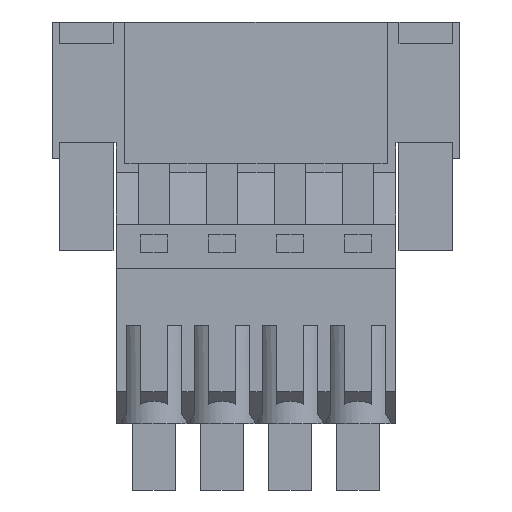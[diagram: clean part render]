
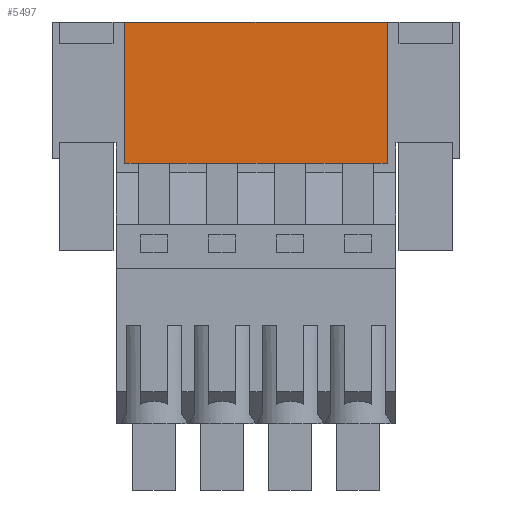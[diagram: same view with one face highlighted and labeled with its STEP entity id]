
A CAD part, front view. The second image highlights one B-rep face of the part: STEP entity #5497.
In plain terms, the highlighted planar face has unit normal (0, -1, 0).
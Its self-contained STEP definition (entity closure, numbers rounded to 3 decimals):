
#5489=AXIS2_PLACEMENT_3D('Plane Axis2P3D',#5486,#5487,#5488) ;
#1504=CARTESIAN_POINT('Vertex',(37.578,3.05,52.451)) ;
#1657=CARTESIAN_POINT('Vertex',(8.141,3.05,52.451)) ;
#1660=CARTESIAN_POINT('Line Origine',(22.86,3.05,52.451)) ;
#2909=CARTESIAN_POINT('Line Origine',(37.578,3.05,44.526)) ;
#2913=CARTESIAN_POINT('Vertex',(37.578,3.05,36.601)) ;
#2934=CARTESIAN_POINT('Line Origine',(22.86,3.05,36.601)) ;
#2938=CARTESIAN_POINT('Vertex',(8.141,3.05,36.601)) ;
#5473=CARTESIAN_POINT('Line Origine',(8.141,3.05,44.526)) ;
#5486=CARTESIAN_POINT('Axis2P3D Location',(8.141,3.05,52.451)) ;
#1661=DIRECTION('Vector Direction',(1.,0.,0.)) ;
#2910=DIRECTION('Vector Direction',(0.,0.,-1.)) ;
#2935=DIRECTION('Vector Direction',(1.,0.,0.)) ;
#5474=DIRECTION('Vector Direction',(0.,0.,-1.)) ;
#5487=DIRECTION('Axis2P3D Direction',(0.,1.,0.)) ;
#5488=DIRECTION('Axis2P3D XDirection',(1.,0.,0.)) ;
#1662=VECTOR('Line Direction',#1661,1.) ;
#2911=VECTOR('Line Direction',#2910,1.) ;
#2936=VECTOR('Line Direction',#2935,1.) ;
#5475=VECTOR('Line Direction',#5474,1.) ;
#5492=ORIENTED_EDGE('',*,*,#1664,.T.) ;
#5493=ORIENTED_EDGE('',*,*,#5477,.T.) ;
#5494=ORIENTED_EDGE('',*,*,#2940,.T.) ;
#5495=ORIENTED_EDGE('',*,*,#2915,.F.) ;
#5497=ADVANCED_FACE('HOUSING',(#5496),#5490,.F.) ;
#1664=EDGE_CURVE('',#1505,#1658,#1663,.F.) ;
#2915=EDGE_CURVE('',#1505,#2914,#2912,.T.) ;
#2940=EDGE_CURVE('',#2939,#2914,#2937,.T.) ;
#5477=EDGE_CURVE('',#1658,#2939,#5476,.T.) ;
#5491=EDGE_LOOP('',(#5492,#5493,#5494,#5495)) ;
#5496=FACE_OUTER_BOUND('',#5491,.T.) ;
#1663=LINE('Line',#1660,#1662) ;
#2912=LINE('Line',#2909,#2911) ;
#2937=LINE('Line',#2934,#2936) ;
#5476=LINE('Line',#5473,#5475) ;
#5490=PLANE('',#5489) ;
#1505=VERTEX_POINT('',#1504) ;
#1658=VERTEX_POINT('',#1657) ;
#2914=VERTEX_POINT('',#2913) ;
#2939=VERTEX_POINT('',#2938) ;
